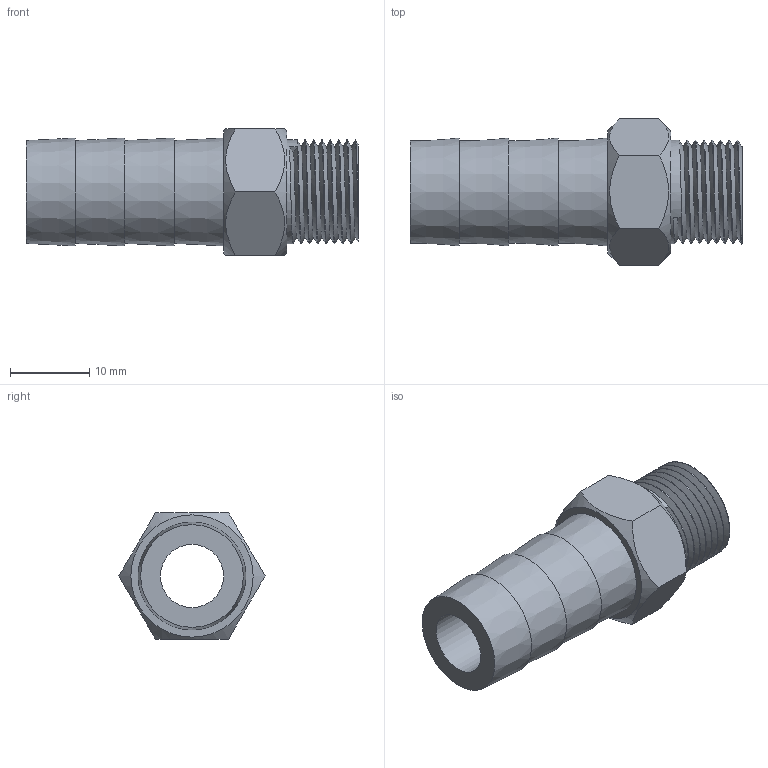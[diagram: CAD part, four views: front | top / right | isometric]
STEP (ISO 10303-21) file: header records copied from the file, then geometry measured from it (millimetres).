
FILE_DESCRIPTION(/* description */ ('Unknown'),/* implementation_level */ '2;1');
FILE_NAME(/* name */ '1_4x13',/* time_stamp */ '2022-11-10T16:27:22+08:00',/* author */ ('Unknown'),/* organization */ ('Unknown'),/* preprocessor_version */ 'ST-DEVELOPER v16.7',/* originating_system */ 'DEX',/* authorisation */ $);
FILE_SCHEMA (('AUTOMOTIVE_DESIGN {1 0 10303 214 3 1 1}'));
Length unit declared in the file: millimetre
Products named in the file (1): 1_4x13
Bounding box: 42 x 18.48 x 16 mm (x, y, z)
Volume: 3746.6 mm3; surface area: 3588.9 mm2
Topology: 1 solids, 1 shells, 33 faces, 76 edges, 50 vertices
Faces by surface type: plane 14, cylinder 10, cone 7, bspline 2
Full cylindrical faces by diameter (mm): 8 x1, 10 x1, 13.157 x7
Entity records: 1649 total; most frequent: CARTESIAN_POINT 1140, DIRECTION 91, ORIENTED_EDGE 84, EDGE_LOOP 43, FACE_BOUND 43, EDGE_CURVE 42, AXIS2_PLACEMENT_3D 41, VERTEX_POINT 33
